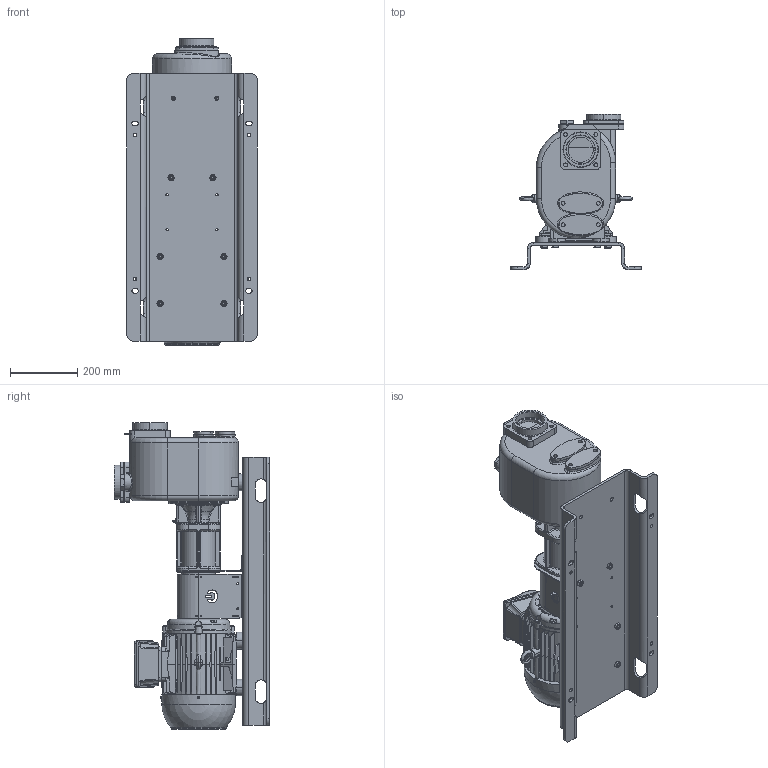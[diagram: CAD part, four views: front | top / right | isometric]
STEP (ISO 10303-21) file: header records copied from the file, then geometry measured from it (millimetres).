
FILE_DESCRIPTION((''),'2;1');
FILE_NAME('ESPORTAZIONE_SW0001','2017-04-04T',('Nicola'),(''),'CREO PARAMETRIC BY PTC INC, 2016380','CREO PARAMETRIC BY PTC INC, 2016380','');
FILE_SCHEMA(('CONFIG_CONTROL_DESIGN'));
Products named in the file (1): ESPORTAZIONE_SW0001
Bounding box: 390 x 463 x 914.6 mm (x, y, z)
Volume: 30951789.7 mm3; surface area: 2239238.5 mm2
Topology: 4 solids, 5 shells, 3483 faces, 8983 edges, 5692 vertices
Faces by surface type: plane 2083, cylinder 636, cone 442, torus 156, bspline 146, sphere 14, extrusion 6
Entity records: 144819 total; most frequent: CARTESIAN_POINT 61314, ORIENTED_EDGE 17954, DIRECTION 16322, EDGE_CURVE 8977, VERTEX_POINT 5692, AXIS2_PLACEMENT_3D 5493, VECTOR 5336, LINE 5330
